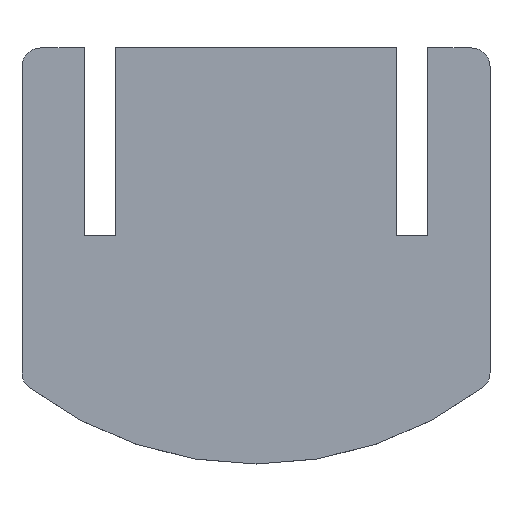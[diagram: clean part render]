
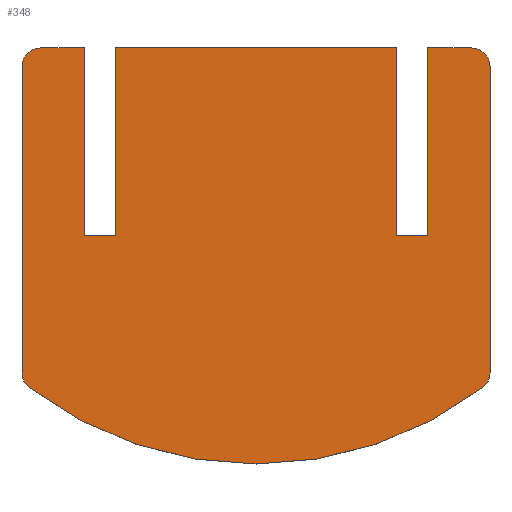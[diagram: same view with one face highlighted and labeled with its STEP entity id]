
A CAD part, top view. The second image highlights one B-rep face of the part: STEP entity #348.
In plain terms, the highlighted planar face has unit normal (0, 0, 1).
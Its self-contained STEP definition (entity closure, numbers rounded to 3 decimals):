
#27=PLANE('',#390);
#45=FACE_OUTER_BOUND('',#63,.T.);
#63=EDGE_LOOP('',(#310,#311,#312,#313,#314,#315,#316,#317,#318,#319,#320,
#321,#322,#323,#324,#325));
#68=LINE('',#502,#106);
#85=LINE('',#553,#123);
#88=LINE('',#559,#126);
#90=LINE('',#563,#128);
#92=LINE('',#567,#130);
#94=LINE('',#571,#132);
#96=LINE('',#574,#134);
#97=LINE('',#576,#135);
#98=LINE('',#578,#136);
#99=LINE('',#581,#137);
#101=LINE('',#584,#139);
#106=VECTOR('',#405,10.);
#123=VECTOR('',#450,10.);
#126=VECTOR('',#455,10.);
#128=VECTOR('',#459,10.);
#130=VECTOR('',#463,10.);
#132=VECTOR('',#467,10.);
#134=VECTOR('',#471,10.);
#135=VECTOR('',#474,10.);
#136=VECTOR('',#477,10.);
#137=VECTOR('',#480,10.);
#139=VECTOR('',#484,10.);
#140=CIRCLE('',#364,3.);
#146=CIRCLE('',#373,3.);
#147=CIRCLE('',#375,60.);
#148=CIRCLE('',#377,3.);
#149=CIRCLE('',#379,3.);
#150=VERTEX_POINT('',#489);
#151=VERTEX_POINT('',#490);
#155=VERTEX_POINT('',#500);
#169=VERTEX_POINT('',#532);
#170=VERTEX_POINT('',#533);
#171=VERTEX_POINT('',#538);
#172=VERTEX_POINT('',#542);
#173=VERTEX_POINT('',#546);
#174=VERTEX_POINT('',#547);
#175=VERTEX_POINT('',#552);
#176=VERTEX_POINT('',#556);
#177=VERTEX_POINT('',#558);
#178=VERTEX_POINT('',#562);
#179=VERTEX_POINT('',#566);
#180=VERTEX_POINT('',#570);
#181=VERTEX_POINT('',#580);
#182=EDGE_CURVE('',#150,#151,#140,.T.);
#188=EDGE_CURVE('',#150,#155,#68,.T.);
#203=EDGE_CURVE('',#169,#170,#146,.T.);
#206=EDGE_CURVE('',#171,#170,#147,.T.);
#208=EDGE_CURVE('',#171,#172,#148,.T.);
#210=EDGE_CURVE('',#173,#174,#149,.T.);
#213=EDGE_CURVE('',#175,#174,#85,.T.);
#216=EDGE_CURVE('',#177,#176,#88,.T.);
#218=EDGE_CURVE('',#178,#177,#90,.T.);
#220=EDGE_CURVE('',#179,#178,#92,.T.);
#222=EDGE_CURVE('',#180,#179,#94,.T.);
#224=EDGE_CURVE('',#155,#180,#96,.T.);
#225=EDGE_CURVE('',#169,#151,#97,.T.);
#226=EDGE_CURVE('',#173,#172,#98,.T.);
#227=EDGE_CURVE('',#181,#175,#99,.T.);
#229=EDGE_CURVE('',#176,#181,#101,.T.);
#310=ORIENTED_EDGE('',*,*,#182,.F.);
#311=ORIENTED_EDGE('',*,*,#188,.T.);
#312=ORIENTED_EDGE('',*,*,#224,.T.);
#313=ORIENTED_EDGE('',*,*,#222,.T.);
#314=ORIENTED_EDGE('',*,*,#220,.T.);
#315=ORIENTED_EDGE('',*,*,#218,.T.);
#316=ORIENTED_EDGE('',*,*,#216,.T.);
#317=ORIENTED_EDGE('',*,*,#229,.T.);
#318=ORIENTED_EDGE('',*,*,#227,.T.);
#319=ORIENTED_EDGE('',*,*,#213,.T.);
#320=ORIENTED_EDGE('',*,*,#210,.F.);
#321=ORIENTED_EDGE('',*,*,#226,.T.);
#322=ORIENTED_EDGE('',*,*,#208,.F.);
#323=ORIENTED_EDGE('',*,*,#206,.T.);
#324=ORIENTED_EDGE('',*,*,#203,.F.);
#325=ORIENTED_EDGE('',*,*,#225,.T.);
#348=ADVANCED_FACE('',(#45),#27,.T.);
#364=AXIS2_PLACEMENT_3D('',#491,#395,#396);
#373=AXIS2_PLACEMENT_3D('',#534,#428,#429);
#375=AXIS2_PLACEMENT_3D('',#539,#434,#435);
#377=AXIS2_PLACEMENT_3D('',#543,#439,#440);
#379=AXIS2_PLACEMENT_3D('',#548,#444,#445);
#390=AXIS2_PLACEMENT_3D('',#585,#485,#486);
#395=DIRECTION('center_axis',(0.,0.,-1.));
#396=DIRECTION('ref_axis',(0.707,0.707,0.));
#405=DIRECTION('',(-1.,0.,0.));
#428=DIRECTION('center_axis',(0.,0.,-1.));
#429=DIRECTION('ref_axis',(0.896,-0.444,0.));
#434=DIRECTION('center_axis',(0.,0.,1.));
#435=DIRECTION('ref_axis',(-0.625,-0.781,0.));
#439=DIRECTION('center_axis',(0.,0.,-1.));
#440=DIRECTION('ref_axis',(-0.896,-0.444,0.));
#444=DIRECTION('center_axis',(0.,0.,-1.));
#445=DIRECTION('ref_axis',(-0.707,0.707,0.));
#450=DIRECTION('',(-1.,0.,0.));
#455=DIRECTION('',(0.,-1.,0.));
#459=DIRECTION('',(-1.,0.,0.));
#463=DIRECTION('',(0.,1.,0.));
#467=DIRECTION('',(-1.,0.,0.));
#471=DIRECTION('',(0.,-1.,0.));
#474=DIRECTION('',(0.,1.,0.));
#477=DIRECTION('',(0.,-1.,0.));
#480=DIRECTION('',(0.,1.,0.));
#484=DIRECTION('',(-1.,0.,0.));
#485=DIRECTION('center_axis',(0.,0.,1.));
#486=DIRECTION('ref_axis',(1.,0.,0.));
#489=CARTESIAN_POINT('',(72.,60.,5.));
#490=CARTESIAN_POINT('',(75.,57.,5.));
#491=CARTESIAN_POINT('Origin',(72.,57.,5.));
#500=CARTESIAN_POINT('',(65.,60.,5.));
#502=CARTESIAN_POINT('',(75.,60.,5.));
#532=CARTESIAN_POINT('',(75.,7.953,5.));
#533=CARTESIAN_POINT('',(73.816,5.565,5.));
#534=CARTESIAN_POINT('Origin',(72.,7.953,5.));
#538=CARTESIAN_POINT('',(1.184,5.565,5.));
#539=CARTESIAN_POINT('Origin',(37.5,53.327,5.));
#542=CARTESIAN_POINT('',(0.,7.953,5.));
#543=CARTESIAN_POINT('Origin',(3.,7.953,5.));
#546=CARTESIAN_POINT('',(0.,57.,5.));
#547=CARTESIAN_POINT('',(3.,60.,5.));
#548=CARTESIAN_POINT('Origin',(3.,57.,5.));
#552=CARTESIAN_POINT('',(10.,60.,5.));
#553=CARTESIAN_POINT('',(0.,60.,5.));
#556=CARTESIAN_POINT('',(15.,30.,5.));
#558=CARTESIAN_POINT('',(15.,60.,5.));
#559=CARTESIAN_POINT('',(15.,60.,5.));
#562=CARTESIAN_POINT('',(60.,60.,5.));
#563=CARTESIAN_POINT('',(15.,60.,5.));
#566=CARTESIAN_POINT('',(60.,30.,5.));
#567=CARTESIAN_POINT('',(60.,60.,5.));
#570=CARTESIAN_POINT('',(65.,30.,5.));
#571=CARTESIAN_POINT('',(60.,30.,5.));
#574=CARTESIAN_POINT('',(65.,30.,5.));
#576=CARTESIAN_POINT('',(75.,0.,5.));
#578=CARTESIAN_POINT('',(0.,60.,5.));
#580=CARTESIAN_POINT('',(10.,30.,5.));
#581=CARTESIAN_POINT('',(10.,30.,5.));
#584=CARTESIAN_POINT('',(15.,30.,5.));
#585=CARTESIAN_POINT('Origin',(37.5,26.663,5.));
